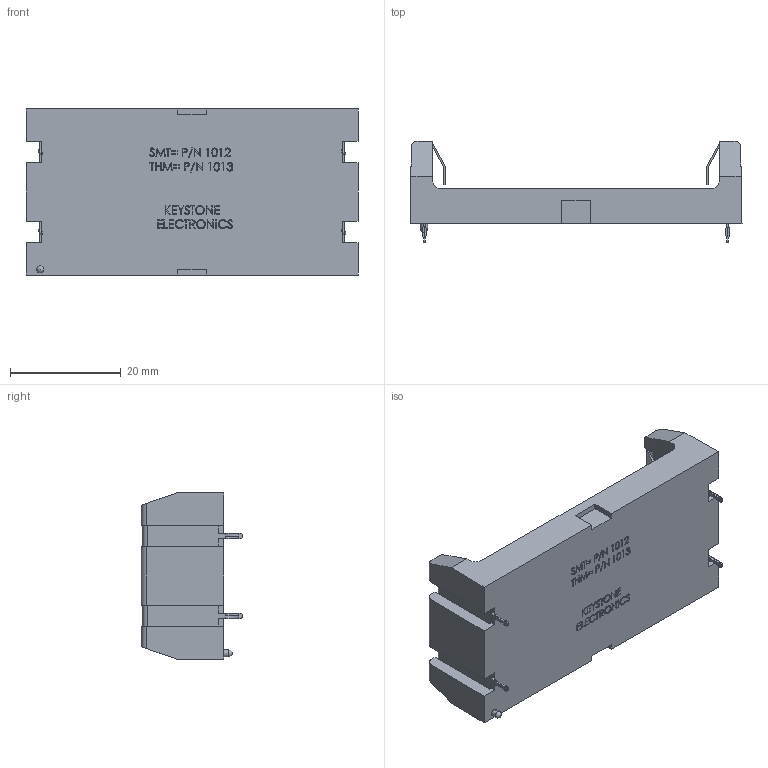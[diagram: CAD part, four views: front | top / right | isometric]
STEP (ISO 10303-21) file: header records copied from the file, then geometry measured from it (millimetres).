
FILE_DESCRIPTION (( 'STEP AP214' ), '1' );
FILE_NAME ('1013.STEP', '2013-03-27T15:43:22', ( 'Richard Maletta' ), ( '' ), 'SwSTEP 2.0', 'SolidWorks 2009', '' );
FILE_SCHEMA (( 'AUTOMOTIVE_DESIGN' ));
Length unit declared in the file: millimetre
Products named in the file (1): 1013
Bounding box: 59.93 x 18.34 x 29.97 mm (x, y, z)
Surface area: 7952.8 mm2 (no closed solid volume)
Topology: 0 solids, 5 shells, 651 faces, 2130 edges, 1430 vertices
Faces by surface type: plane 489, bspline 127, cylinder 34, sphere 1
Entity records: 37639 total; most frequent: CARTESIAN_POINT 13142, ORIENTED_EDGE 3700, DIRECTION 2897, EDGE_CURVE 2127, VECTOR 1719, LINE 1719, VERTEX_POINT 1428, EDGE_LOOP 710
